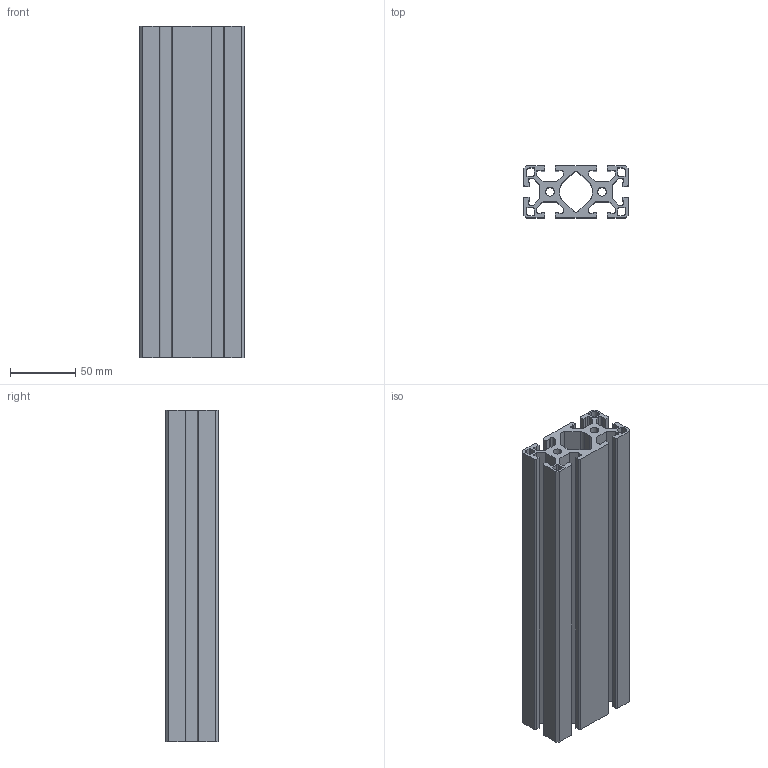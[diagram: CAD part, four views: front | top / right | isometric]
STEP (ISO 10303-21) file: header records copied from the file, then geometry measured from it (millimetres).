
FILE_DESCRIPTION (( 'STEP AP203' ), '1' );
FILE_NAME ('40-4080BL.step', '2023-03-02T15:28:55', ( '' ), ( '' ), 'SwSTEP 2.0', 'SolidWorks 2021', '' );
FILE_SCHEMA (( 'CONFIG_CONTROL_DESIGN' ));
Length unit declared in the file: millimetre
Products named in the file (1): 40-4080BL
Bounding box: 80 x 40 x 254 mm (x, y, z)
Volume: 342238.3 mm3; surface area: 186010 mm2
Topology: 1 solids, 1 shells, 166 faces, 492 edges, 328 vertices
Faces by surface type: plane 116, cylinder 50
Entity records: 5641 total; most frequent: CARTESIAN_POINT 987, ORIENTED_EDGE 984, DIRECTION 926, EDGE_CURVE 492, LINE 392, VECTOR 392, VERTEX_POINT 328, AXIS2_PLACEMENT_3D 267
